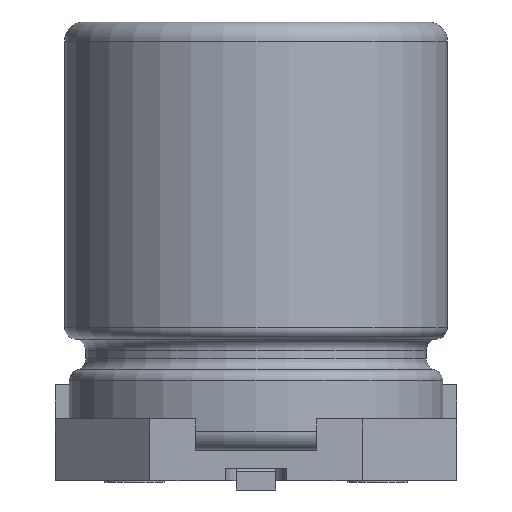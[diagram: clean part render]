
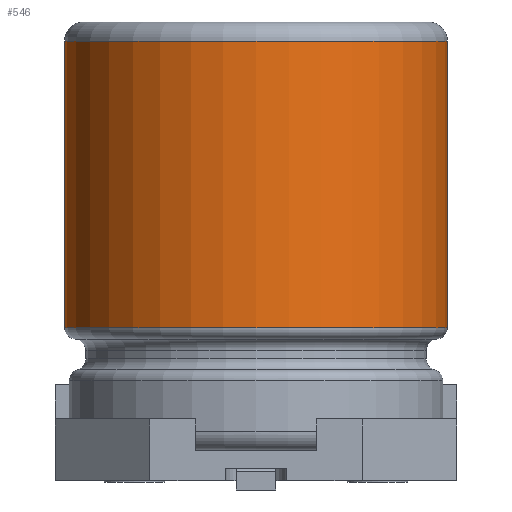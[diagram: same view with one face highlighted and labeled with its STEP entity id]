
A CAD part, front view. The second image highlights one B-rep face of the part: STEP entity #546.
In plain terms, the highlighted cylindrical face has radius 3.15 mm (diameter 6.3 mm), a full revolution.
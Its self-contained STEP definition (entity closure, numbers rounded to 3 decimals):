
#546 = ADVANCED_FACE( '', ( #1180, #1181 ), #1182, .T. );
#1180 = FACE_OUTER_BOUND( '', #1908, .T. );
#1181 = FACE_OUTER_BOUND( '', #1909, .T. );
#1182 = CYLINDRICAL_SURFACE( '', #1910, 3.15 );
#1908 = EDGE_LOOP( '', ( #3523 ) );
#1909 = EDGE_LOOP( '', ( #3524 ) );
#1910 = AXIS2_PLACEMENT_3D( '', #3525, #3526, #3527 );
#3523 = ORIENTED_EDGE( '', *, *, #4420, .T. );
#3524 = ORIENTED_EDGE( '', *, *, #4408, .T. );
#3525 = CARTESIAN_POINT( '', ( 0., 0., 9.9 ) );
#3526 = DIRECTION( '', ( 0., 0., -1. ) );
#3527 = DIRECTION( '', ( 1., 0., 0. ) );
#4408 = EDGE_CURVE( '', #5195, #5195, #5196, .T. );
#4420 = EDGE_CURVE( '', #5216, #5216, #5217, .T. );
#5195 = VERTEX_POINT( '', #6369 );
#5196 = CIRCLE( '', #6370, 3.15 );
#5216 = VERTEX_POINT( '', #6394 );
#5217 = CIRCLE( '', #6395, 3.15 );
#6369 = CARTESIAN_POINT( '', ( 3.15, 0., 2.022 ) );
#6370 = AXIS2_PLACEMENT_3D( '', #8403, #8404, #8405 );
#6394 = CARTESIAN_POINT( '', ( -3.15, 0., 6.735 ) );
#6395 = AXIS2_PLACEMENT_3D( '', #8422, #8423, #8424 );
#8403 = CARTESIAN_POINT( '', ( 0., 0., 2.022 ) );
#8404 = DIRECTION( '', ( 0., 0., 1. ) );
#8405 = DIRECTION( '', ( 1., 0., 0. ) );
#8422 = CARTESIAN_POINT( '', ( 0., 0., 6.735 ) );
#8423 = DIRECTION( '', ( 0., 0., -1. ) );
#8424 = DIRECTION( '', ( -1., 0., 0. ) );
